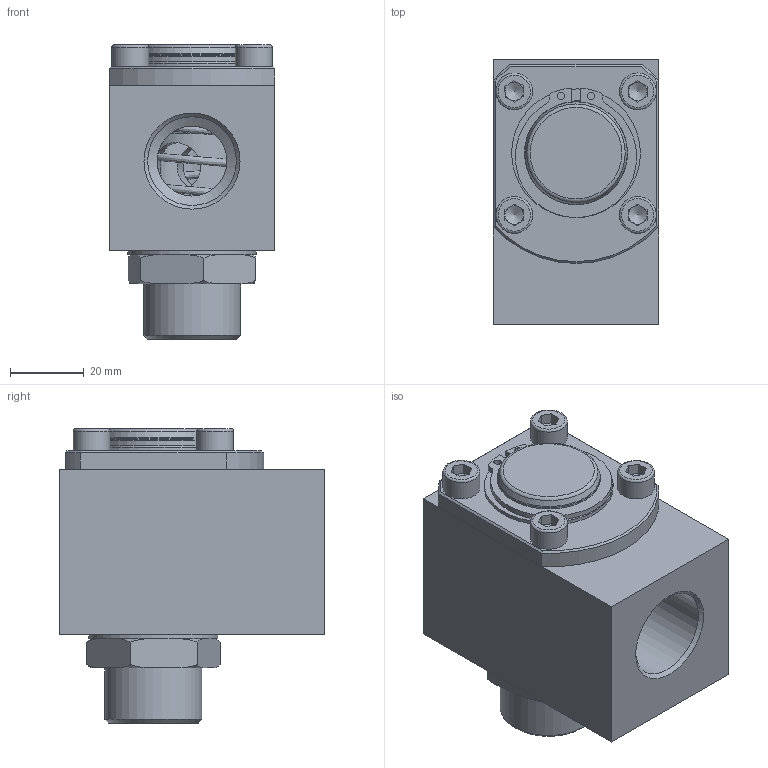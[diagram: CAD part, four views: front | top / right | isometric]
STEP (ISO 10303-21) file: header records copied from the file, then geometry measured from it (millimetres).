
FILE_DESCRIPTION (( 'STEP AP203' ), '1' );
FILE_NAME ('WDTH19_kpl.STEP', '2021-01-05T13:23:34', ( '' ), ( '' ), 'SwSTEP 2.0', 'SolidWorks 2019', '' );
FILE_SCHEMA (( 'CONFIG_CONTROL_DESIGN' ));
Length unit declared in the file: millimetre
Products named in the file (11): WDTH19_kpl; Gehäuse19; E10700095_Zylinderschraube mit I-6kt_DIN 4762-M6x16-A2-70_EN ISO 4762 M6 x 16 - 16N; Anlaufscheibe19; E10700011_Seegerring A28x1,5 VA; Deckel19; E10700141 Hohlschraube DN19; Gleitlager28; Gleitring28; Druckfeder; ORing33
Assembly tree (17 placements, depth 2):
  WDTH19_kpl
    Gehäuse19
    E10700141 Hohlschraube DN19
    Gleitring28  x2
    ORing33  x2
    Gleitlager28  x2
    Deckel19
    Anlaufscheibe19  x2
    Druckfeder
    E10700095_Zylinderschraube mit I-6kt_DIN 4762-M6x16-A2-70_EN ISO 4762 M6 x 16 - 16N  x4
    E10700011_Seegerring A28x1,5 VA
Bounding box: 45 x 72 x 80 mm (x, y, z)
Volume: 134482.6 mm3; surface area: 56023.9 mm2
Topology: 17 solids, 17 shells, 252 faces, 544 edges, 341 vertices
Faces by surface type: plane 117, cylinder 65, torus 38, cone 31, bspline 1
Full cylindrical faces by diameter (mm): 2 x2, 5 x4, 6 x4, 6.5 x4, 10 x4, 13.5 x2, 19 x2, 24.117 x1, 26.4 x1, 26.6 x1, 27.04 x1, 27.44 x1, 27.99 x2, 28 x2, 28.04 x3, 28.5 x2, 29.99 x2, 30.05 x2, 31 x2, 34.25 x1, 34.27 x2, 34.31 x6, 35 x2, 40.3 x1
Entity records: 6543 total; most frequent: CARTESIAN_POINT 1794, DIRECTION 757, ORIENTED_EDGE 542, AXIS2_PLACEMENT_3D 334, EDGE_LOOP 286, EDGE_CURVE 271, FACE_OUTER_BOUND 223, VERTEX_POINT 213
